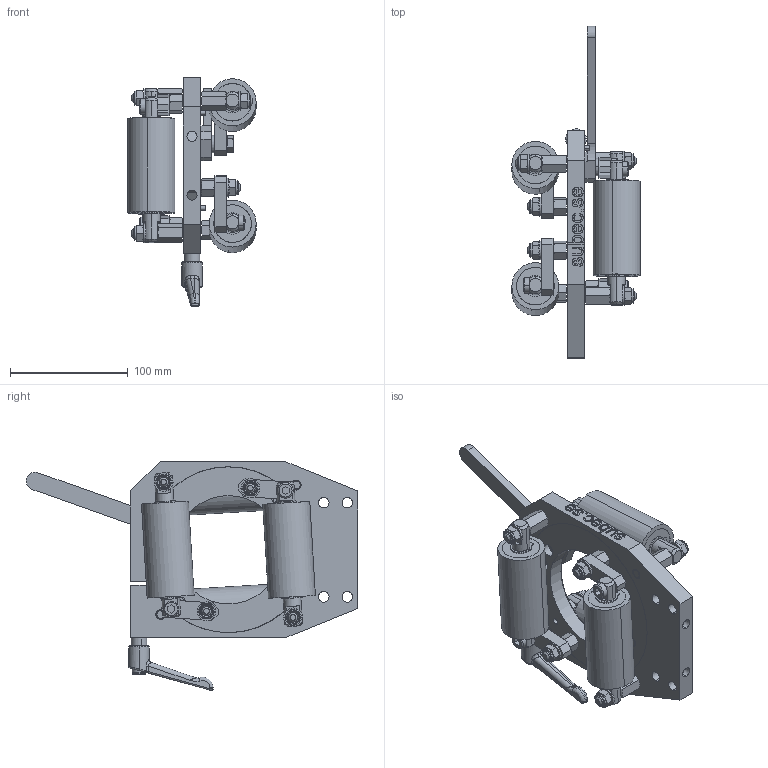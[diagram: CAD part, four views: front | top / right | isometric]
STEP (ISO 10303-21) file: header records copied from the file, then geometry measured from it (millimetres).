
FILE_DESCRIPTION (( 'STEP AP214' ), '1' );
FILE_NAME ('3-400301-00 1181B.STEP', '2018-04-09T11:50:37', ( '' ), ( '' ), 'SwSTEP 2.0', 'SolidWorks 2018', '' );
FILE_SCHEMA (( 'AUTOMOTIVE_DESIGN' ));
Length unit declared in the file: millimetre
Products named in the file (1): 3-400301-00 1181B
Bounding box: 109 x 281.93 x 194.64 mm (x, y, z)
Surface area: 169391.4 mm2 (no closed solid volume)
Topology: 0 solids, 89 shells, 842 faces, 2328 edges, 1595 vertices
Faces by surface type: plane 389, cylinder 200, cone 148, bspline 91, torus 14
Entity records: 42898 total; most frequent: CARTESIAN_POINT 12719, DIRECTION 4213, ORIENTED_EDGE 4068, EDGE_CURVE 2326, AXIS2_PLACEMENT_3D 1599, VERTEX_POINT 1595, VECTOR 1015, LINE 1015
